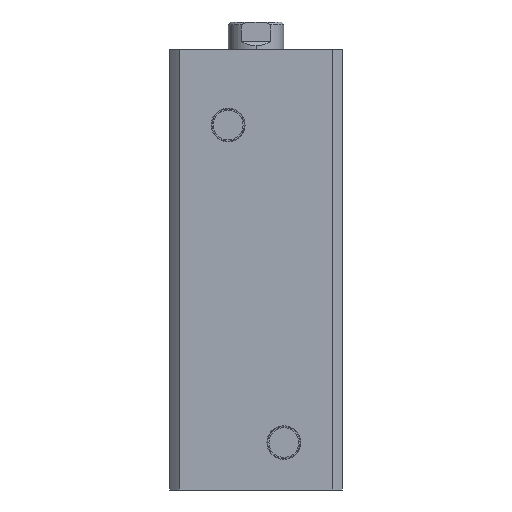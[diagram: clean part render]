
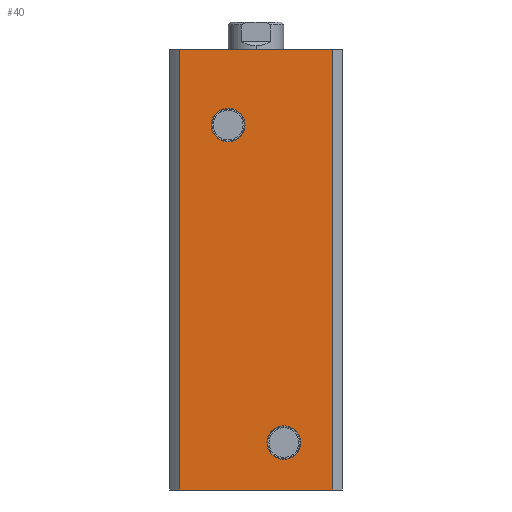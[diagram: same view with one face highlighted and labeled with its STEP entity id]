
A CAD part, left-side view. The second image highlights one B-rep face of the part: STEP entity #40.
In plain terms, the highlighted planar face has unit normal (-1, 0, 0).
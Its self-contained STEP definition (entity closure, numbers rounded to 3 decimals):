
#40 = ADVANCED_FACE ( 'NONE', ( #1304, #1307, #1286 ), #2644, .F. ) ;
#759 = CARTESIAN_POINT ( 'NONE',  ( -31., -27.591, 158. ) ) ;
#771 = CARTESIAN_POINT ( 'NONE',  ( -31., -27.591, 0. ) ) ;
#779 = CARTESIAN_POINT ( 'NONE',  ( -31., 27.591, 0. ) ) ;
#797 = CARTESIAN_POINT ( 'NONE',  ( -31., 27.591, 158. ) ) ;
#846 = CARTESIAN_POINT ( 'NONE',  ( -31., -10., 23.06 ) ) ;
#847 = CARTESIAN_POINT ( 'NONE',  ( -31., -10., 10.94 ) ) ;
#854 = CARTESIAN_POINT ( 'NONE',  ( -31., 10., 137.06 ) ) ;
#855 = CARTESIAN_POINT ( 'NONE',  ( -31., 10., 124.94 ) ) ;
#1010 = DIRECTION ( 'NONE',  ( 0., 0., -1. ) ) ;
#1014 = CARTESIAN_POINT ( 'NONE',  ( -31., 0., 158. ) ) ;
#1015 = CARTESIAN_POINT ( 'NONE',  ( -31., 27.591, 158. ) ) ;
#1020 = DIRECTION ( 'NONE',  ( 0., -1., 0. ) ) ;
#1021 = CARTESIAN_POINT ( 'NONE',  ( -31., -27.591, 158. ) ) ;
#1022 = DIRECTION ( 'NONE',  ( 0., 0., -1. ) ) ;
#1023 = CARTESIAN_POINT ( 'NONE',  ( -31., 0., 0. ) ) ;
#1024 = DIRECTION ( 'NONE',  ( 0., -1., 0. ) ) ;
#1026 = CARTESIAN_POINT ( 'NONE',  ( -31., -10., 17. ) ) ;
#1027 = DIRECTION ( 'NONE',  ( -1., 0., 0. ) ) ;
#1028 = DIRECTION ( 'NONE',  ( 0., 0., 1. ) ) ;
#1029 = CARTESIAN_POINT ( 'NONE',  ( -31., 10., 131. ) ) ;
#1030 = DIRECTION ( 'NONE',  ( -1., 0., 0. ) ) ;
#1031 = DIRECTION ( 'NONE',  ( 0., 0., 1. ) ) ;
#1200 = CARTESIAN_POINT ( 'NONE',  ( -31., -10., 17. ) ) ;
#1201 = DIRECTION ( 'NONE',  ( -1., 0., 0. ) ) ;
#1202 = DIRECTION ( 'NONE',  ( 0., 0., 1. ) ) ;
#1220 = CARTESIAN_POINT ( 'NONE',  ( -31., 10., 131. ) ) ;
#1221 = DIRECTION ( 'NONE',  ( -1., 0., 0. ) ) ;
#1222 = DIRECTION ( 'NONE',  ( 0., 0., 1. ) ) ;
#1286 = FACE_OUTER_BOUND ( 'NONE', #2306, .T. ) ;
#1304 = FACE_BOUND ( 'NONE', #2266, .T. ) ;
#1307 = FACE_BOUND ( 'NONE', #2274, .T. ) ;
#1563 = LINE ( 'NONE', #1015, #1570 ) ;
#1568 = LINE ( 'NONE', #1014, #1572 ) ;
#1569 = CIRCLE ( 'NONE', #3660, 6.06 ) ;
#1570 = VECTOR ( 'NONE', #1010, 1000. ) ;
#1571 = LINE ( 'NONE', #1021, #1574 ) ;
#1572 = VECTOR ( 'NONE', #1020, 1000. ) ;
#1573 = LINE ( 'NONE', #1023, #1576 ) ;
#1574 = VECTOR ( 'NONE', #1022, 1000. ) ;
#1575 = CIRCLE ( 'NONE', #3659, 6.06 ) ;
#1576 = VECTOR ( 'NONE', #1024, 1000. ) ;
#1671 = CIRCLE ( 'NONE', #3697, 6.06 ) ;
#1683 = CIRCLE ( 'NONE', #3701, 6.06 ) ;
#1854 = ORIENTED_EDGE ( 'NONE', *, *, #3307, .T. ) ;
#1855 = ORIENTED_EDGE ( 'NONE', *, *, #3308, .F. ) ;
#1856 = ORIENTED_EDGE ( 'NONE', *, *, #3309, .F. ) ;
#1857 = ORIENTED_EDGE ( 'NONE', *, *, #3310, .T. ) ;
#1858 = ORIENTED_EDGE ( 'NONE', *, *, #3378, .F. ) ;
#1859 = ORIENTED_EDGE ( 'NONE', *, *, #3311, .F. ) ;
#1860 = ORIENTED_EDGE ( 'NONE', *, *, #3386, .F. ) ;
#1861 = ORIENTED_EDGE ( 'NONE', *, *, #3312, .F. ) ;
#1903 = VERTEX_POINT ( 'NONE', #759 ) ;
#1918 = VERTEX_POINT ( 'NONE', #771 ) ;
#1926 = VERTEX_POINT ( 'NONE', #779 ) ;
#1944 = VERTEX_POINT ( 'NONE', #797 ) ;
#2187 = VERTEX_POINT ( 'NONE', #846 ) ;
#2188 = VERTEX_POINT ( 'NONE', #847 ) ;
#2195 = VERTEX_POINT ( 'NONE', #854 ) ;
#2196 = VERTEX_POINT ( 'NONE', #855 ) ;
#2266 = EDGE_LOOP ( 'NONE', ( #1861, #1860 ) ) ;
#2274 = EDGE_LOOP ( 'NONE', ( #1859, #1858 ) ) ;
#2306 = EDGE_LOOP ( 'NONE', ( #1857, #1856, #1855, #1854 ) ) ;
#2637 = DIRECTION ( 'NONE',  ( 1., 0., 0. ) ) ;
#2642 = CARTESIAN_POINT ( 'NONE',  ( -31., 0., 158. ) ) ;
#2644 = PLANE ( 'NONE',  #3554 ) ;
#2646 = DIRECTION ( 'NONE',  ( 0., 0., -1. ) ) ;
#3307 = EDGE_CURVE ( 'NONE', #1944, #1926, #1563, .T. ) ;
#3308 = EDGE_CURVE ( 'NONE', #1944, #1903, #1568, .T. ) ;
#3309 = EDGE_CURVE ( 'NONE', #1903, #1918, #1571, .T. ) ;
#3310 = EDGE_CURVE ( 'NONE', #1926, #1918, #1573, .T. ) ;
#3311 = EDGE_CURVE ( 'NONE', #2187, #2188, #1575, .T. ) ;
#3312 = EDGE_CURVE ( 'NONE', #2195, #2196, #1569, .T. ) ;
#3378 = EDGE_CURVE ( 'NONE', #2188, #2187, #1671, .T. ) ;
#3386 = EDGE_CURVE ( 'NONE', #2196, #2195, #1683, .T. ) ;
#3554 = AXIS2_PLACEMENT_3D ( 'NONE', #2642, #2637, #2646 ) ;
#3659 = AXIS2_PLACEMENT_3D ( 'NONE', #1026, #1027, #1028 ) ;
#3660 = AXIS2_PLACEMENT_3D ( 'NONE', #1029, #1030, #1031 ) ;
#3697 = AXIS2_PLACEMENT_3D ( 'NONE', #1200, #1201, #1202 ) ;
#3701 = AXIS2_PLACEMENT_3D ( 'NONE', #1220, #1221, #1222 ) ;
